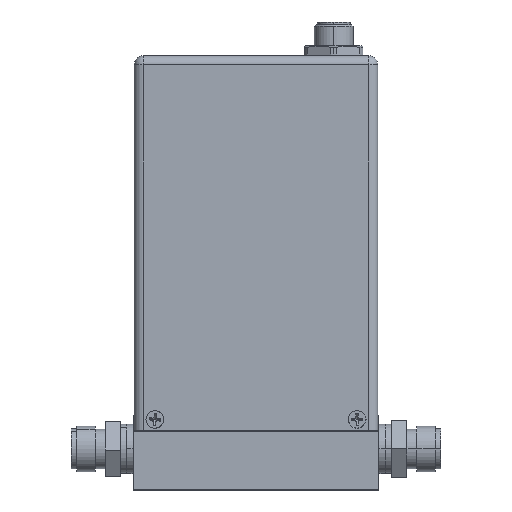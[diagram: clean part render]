
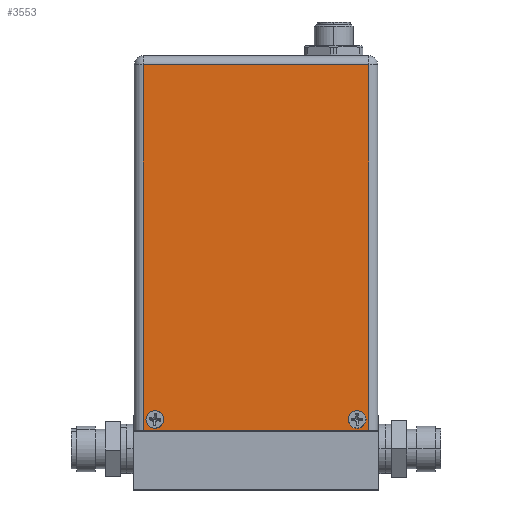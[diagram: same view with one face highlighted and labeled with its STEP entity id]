
A CAD part, top view. The second image highlights one B-rep face of the part: STEP entity #3553.
In plain terms, the highlighted planar face has unit normal (0, 0, 1).
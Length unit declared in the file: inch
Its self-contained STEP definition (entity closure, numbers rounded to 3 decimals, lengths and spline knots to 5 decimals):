
#12 = CARTESIAN_POINT ( 'NONE',  ( 0.43153, -18.38997, 0.7125 ) ) ;
#84 = LINE ( 'NONE', #2801, #7910 ) ;
#1023 = ORIENTED_EDGE ( 'NONE', *, *, #12782, .T. ) ;
#1676 = EDGE_LOOP ( 'NONE', ( #8540, #4250 ) ) ;
#1874 = VERTEX_POINT ( 'NONE', #7212 ) ;
#2115 = EDGE_CURVE ( 'NONE', #11935, #9168, #12065, .T. ) ;
#2146 = CARTESIAN_POINT ( 'NONE',  ( 0.54053, -18.38997, 0.7125 ) ) ;
#2216 = DIRECTION ( 'NONE',  ( 0., 0., 1. ) ) ;
#2279 = DIRECTION ( 'NONE',  ( 1., 0., 0. ) ) ;
#2801 = CARTESIAN_POINT ( 'NONE',  ( 0.39903, -13.94697, 0.7125 ) ) ;
#2820 = EDGE_CURVE ( 'NONE', #9168, #11935, #12637, .T. ) ;
#2910 = DIRECTION ( 'NONE',  ( 1., 0., 0. ) ) ;
#3000 = CARTESIAN_POINT ( 'NONE',  ( 0.39903, -14.05697, 0.7125 ) ) ;
#3317 = DIRECTION ( 'NONE',  ( 0., 0., 1. ) ) ;
#3323 = CARTESIAN_POINT ( 'NONE',  ( 0.64953, -18.38997, 0.7125 ) ) ;
#3497 = CARTESIAN_POINT ( 'NONE',  ( 3.01253, -18.38997, 0.7125 ) ) ;
#3553 = ADVANCED_FACE ( 'NONE', ( #17645, #16379, #14934 ), #13097, .F. ) ;
#3570 = EDGE_CURVE ( 'NONE', #13892, #6021, #13452, .T. ) ;
#4212 = DIRECTION ( 'NONE',  ( 0., -1., 0. ) ) ;
#4214 = AXIS2_PLACEMENT_3D ( 'NONE', #2146, #2216, #2279 ) ;
#4250 = ORIENTED_EDGE ( 'NONE', *, *, #2820, .F. ) ;
#4333 = DIRECTION ( 'NONE',  ( 0., 1., 0. ) ) ;
#4406 = EDGE_CURVE ( 'NONE', #10482, #15694, #11699, .T. ) ;
#4459 = CIRCLE ( 'NONE', #8853, 0.109 ) ;
#4620 = EDGE_CURVE ( 'NONE', #1874, #16737, #6001, .T. ) ;
#4722 = ORIENTED_EDGE ( 'NONE', *, *, #4406, .T. ) ;
#4918 = EDGE_CURVE ( 'NONE', #16737, #10482, #84, .T. ) ;
#5479 = EDGE_CURVE ( 'NONE', #6021, #13892, #4459, .T. ) ;
#5679 = LINE ( 'NONE', #8823, #12142 ) ;
#6001 = LINE ( 'NONE', #8621, #18029 ) ;
#6021 = VERTEX_POINT ( 'NONE', #18169 ) ;
#6805 = DIRECTION ( 'NONE',  ( 1., 0., 0. ) ) ;
#7212 = CARTESIAN_POINT ( 'NONE',  ( 3.15403, -14.05697, 0.7125 ) ) ;
#7872 = AXIS2_PLACEMENT_3D ( 'NONE', #16363, #18099, #6805 ) ;
#7910 = VECTOR ( 'NONE', #4212, 39.37008 ) ;
#8540 = ORIENTED_EDGE ( 'NONE', *, *, #2115, .F. ) ;
#8569 = DIRECTION ( 'NONE',  ( -1., 0., 0. ) ) ;
#8621 = CARTESIAN_POINT ( 'NONE',  ( 0.28903, -14.05697, 0.7125 ) ) ;
#8823 = CARTESIAN_POINT ( 'NONE',  ( 3.15403, -13.94697, 0.7125 ) ) ;
#8853 = AXIS2_PLACEMENT_3D ( 'NONE', #3497, #3317, #2910 ) ;
#9015 = ORIENTED_EDGE ( 'NONE', *, *, #5479, .F. ) ;
#9168 = VERTEX_POINT ( 'NONE', #12 ) ;
#9396 = ORIENTED_EDGE ( 'NONE', *, *, #3570, .F. ) ;
#9511 = CARTESIAN_POINT ( 'NONE',  ( 3.12153, -18.38997, 0.7125 ) ) ;
#10155 = CARTESIAN_POINT ( 'NONE',  ( 3.15403, -18.52497, 0.7125 ) ) ;
#10482 = VERTEX_POINT ( 'NONE', #17601 ) ;
#10640 = DIRECTION ( 'NONE',  ( 1., 0., 0. ) ) ;
#10712 = CARTESIAN_POINT ( 'NONE',  ( 3.01253, -18.38997, 0.7125 ) ) ;
#10851 = DIRECTION ( 'NONE',  ( 0., 0., 1. ) ) ;
#11567 = ORIENTED_EDGE ( 'NONE', *, *, #4918, .T. ) ;
#11699 = LINE ( 'NONE', #13020, #16909 ) ;
#11900 = DIRECTION ( 'NONE',  ( -1., 0., 0. ) ) ;
#11935 = VERTEX_POINT ( 'NONE', #3323 ) ;
#12028 = DIRECTION ( 'NONE',  ( 0., 0., -1. ) ) ;
#12060 = CARTESIAN_POINT ( 'NONE',  ( 0.28903, -13.94697, 0.7125 ) ) ;
#12065 = CIRCLE ( 'NONE', #7872, 0.109 ) ;
#12142 = VECTOR ( 'NONE', #4333, 39.37008 ) ;
#12637 = CIRCLE ( 'NONE', #4214, 0.109 ) ;
#12782 = EDGE_CURVE ( 'NONE', #15694, #1874, #5679, .T. ) ;
#12831 = DIRECTION ( 'NONE',  ( 1., 0., 0. ) ) ;
#13020 = CARTESIAN_POINT ( 'NONE',  ( 0.28903, -18.52497, 0.7125 ) ) ;
#13097 = PLANE ( 'NONE',  #16810 ) ;
#13452 = CIRCLE ( 'NONE', #16897, 0.109 ) ;
#13495 = EDGE_LOOP ( 'NONE', ( #9396, #9015 ) ) ;
#13892 = VERTEX_POINT ( 'NONE', #9511 ) ;
#14445 = ORIENTED_EDGE ( 'NONE', *, *, #4620, .T. ) ;
#14934 = FACE_OUTER_BOUND ( 'NONE', #16364, .T. ) ;
#15694 = VERTEX_POINT ( 'NONE', #10155 ) ;
#16363 = CARTESIAN_POINT ( 'NONE',  ( 0.54053, -18.38997, 0.7125 ) ) ;
#16364 = EDGE_LOOP ( 'NONE', ( #4722, #1023, #14445, #11567 ) ) ;
#16379 = FACE_BOUND ( 'NONE', #1676, .T. ) ;
#16737 = VERTEX_POINT ( 'NONE', #3000 ) ;
#16810 = AXIS2_PLACEMENT_3D ( 'NONE', #12060, #12028, #11900 ) ;
#16897 = AXIS2_PLACEMENT_3D ( 'NONE', #10712, #10851, #10640 ) ;
#16909 = VECTOR ( 'NONE', #12831, 39.37008 ) ;
#17601 = CARTESIAN_POINT ( 'NONE',  ( 0.39903, -18.52497, 0.7125 ) ) ;
#17645 = FACE_BOUND ( 'NONE', #13495, .T. ) ;
#18029 = VECTOR ( 'NONE', #8569, 39.37008 ) ;
#18099 = DIRECTION ( 'NONE',  ( 0., 0., 1. ) ) ;
#18169 = CARTESIAN_POINT ( 'NONE',  ( 2.90353, -18.38997, 0.7125 ) ) ;
